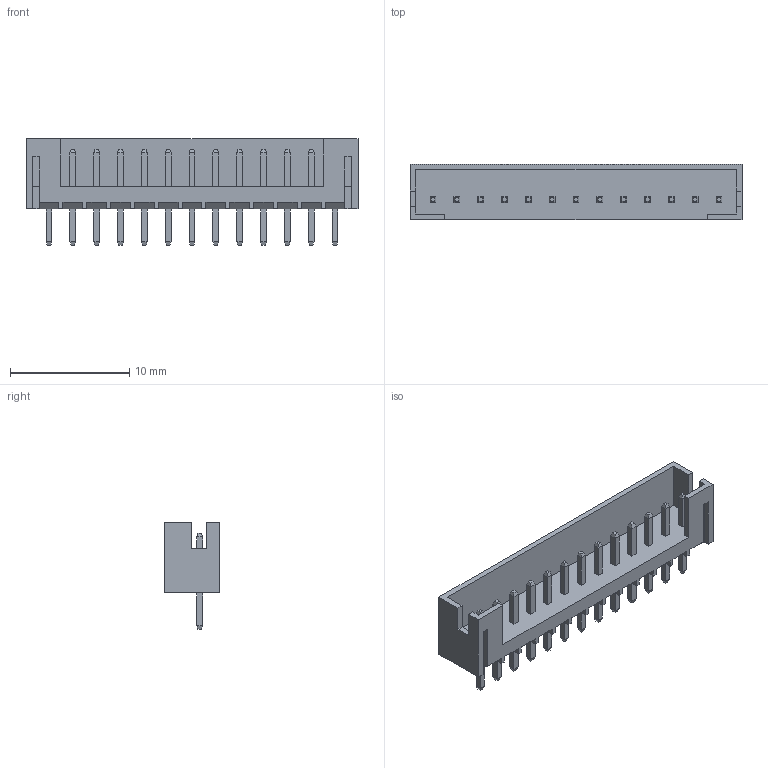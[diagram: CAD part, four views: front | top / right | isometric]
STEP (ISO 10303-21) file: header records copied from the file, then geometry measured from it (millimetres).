
FILE_DESCRIPTION(/* description */ ('Unknown'),/* implementation_level */ '2;1');
FILE_NAME(/* name */ 'JST - PH - Thru - 13Pin - 2.00mm',/* time_stamp */ '2018-10-25T17:27:33-04:00',/* author */ ('Unknown'),/* organization */ ('Unknown'),/* preprocessor_version */ 'ST-DEVELOPER v16.7',/* originating_system */ 'DEX',/* authorisation */ $);
FILE_SCHEMA (('AUTOMOTIVE_DESIGN {1 0 10303 214 3 1 1}'));
Length unit declared in the file: millimetre
Products named in the file (1): JST - PH - Thru - 13Pin - 2.00mm
Bounding box: 27.86 x 4.67 x 8.94 mm (x, y, z)
Volume: 313.7 mm3; surface area: 875.1 mm2
Topology: 1 solids, 21 shells, 527 faces, 1266 edges, 790 vertices
Faces by surface type: plane 488, bspline 39
Entity records: 19640 total; most frequent: CARTESIAN_POINT 4415, ORIENTED_EDGE 2524, DIRECTION 1976, EDGE_CURVE 1262, LINE 998, VECTOR 998, VERTEX_POINT 790, EDGE_LOOP 556
